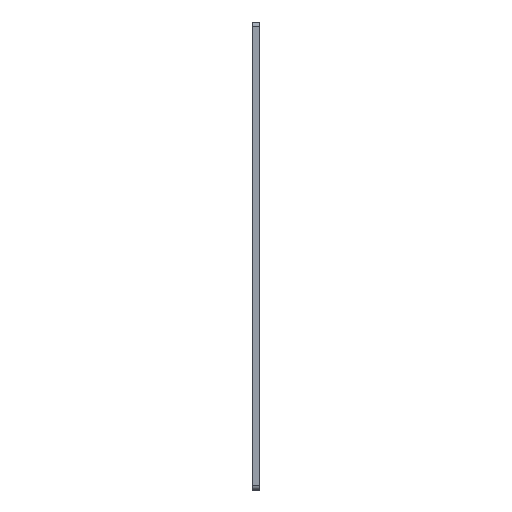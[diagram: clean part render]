
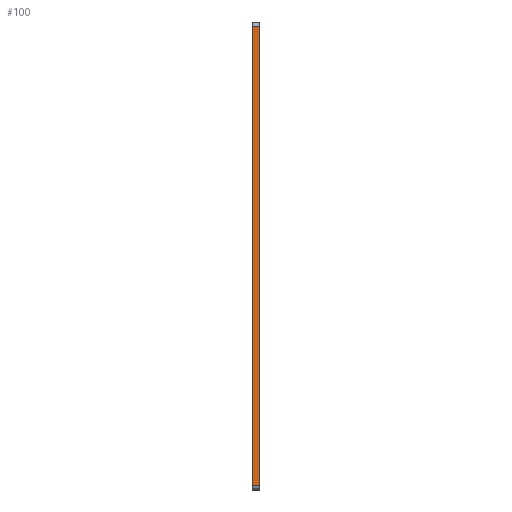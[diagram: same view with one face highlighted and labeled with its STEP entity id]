
A CAD part, left-side view. The second image highlights one B-rep face of the part: STEP entity #100.
In plain terms, the highlighted planar face has unit normal (-1, 0, 0).
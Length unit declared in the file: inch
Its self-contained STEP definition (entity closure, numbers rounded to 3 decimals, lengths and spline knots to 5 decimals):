
#7 = CARTESIAN_POINT ( 'NONE',  ( -8.9775, 0., 6.74 ) ) ;
#17 = PLANE ( 'NONE',  #1124 ) ;
#57 = VECTOR ( 'NONE', #1538, 39.37008 ) ;
#97 = CARTESIAN_POINT ( 'NONE',  ( -8.9775, 0., -6.615 ) ) ;
#100 = ADVANCED_FACE ( 'NONE', ( #1089 ), #17, .F. ) ;
#153 = DIRECTION ( 'NONE',  ( 0., 0., -1. ) ) ;
#194 = ORIENTED_EDGE ( 'NONE', *, *, #538, .T. ) ;
#285 = EDGE_LOOP ( 'NONE', ( #691, #194, #1012, #299 ) ) ;
#299 = ORIENTED_EDGE ( 'NONE', *, *, #942, .T. ) ;
#518 = EDGE_CURVE ( 'NONE', #809, #1696, #1070, .T. ) ;
#538 = EDGE_CURVE ( 'NONE', #1696, #1180, #1088, .T. ) ;
#691 = ORIENTED_EDGE ( 'NONE', *, *, #518, .T. ) ;
#692 = CARTESIAN_POINT ( 'NONE',  ( -8.9775, 0., 6.615 ) ) ;
#729 = CARTESIAN_POINT ( 'NONE',  ( -8.9775, 0.22, 6.615 ) ) ;
#789 = VECTOR ( 'NONE', #1744, 39.37008 ) ;
#809 = VERTEX_POINT ( 'NONE', #97 ) ;
#875 = DIRECTION ( 'NONE',  ( 0., 0., 1. ) ) ;
#942 = EDGE_CURVE ( 'NONE', #1390, #809, #1513, .T. ) ;
#1012 = ORIENTED_EDGE ( 'NONE', *, *, #1104, .F. ) ;
#1025 = VECTOR ( 'NONE', #875, 39.37008 ) ;
#1031 = LINE ( 'NONE', #1542, #1025 ) ;
#1070 = LINE ( 'NONE', #7, #789 ) ;
#1088 = LINE ( 'NONE', #1352, #57 ) ;
#1089 = FACE_OUTER_BOUND ( 'NONE', #285, .T. ) ;
#1098 = CARTESIAN_POINT ( 'NONE',  ( -8.9775, 0.22, -6.615 ) ) ;
#1100 = CARTESIAN_POINT ( 'NONE',  ( -8.9775, 0.22, -6.615 ) ) ;
#1104 = EDGE_CURVE ( 'NONE', #1390, #1180, #1031, .T. ) ;
#1124 = AXIS2_PLACEMENT_3D ( 'NONE', #1247, #1626, #153 ) ;
#1180 = VERTEX_POINT ( 'NONE', #729 ) ;
#1247 = CARTESIAN_POINT ( 'NONE',  ( -8.9775, 0.22, 6.74 ) ) ;
#1258 = DIRECTION ( 'NONE',  ( 0., -1., 0. ) ) ;
#1352 = CARTESIAN_POINT ( 'NONE',  ( -8.9775, 0.22, 6.615 ) ) ;
#1390 = VERTEX_POINT ( 'NONE', #1098 ) ;
#1473 = VECTOR ( 'NONE', #1258, 39.37008 ) ;
#1513 = LINE ( 'NONE', #1100, #1473 ) ;
#1538 = DIRECTION ( 'NONE',  ( 0., 1., 0. ) ) ;
#1542 = CARTESIAN_POINT ( 'NONE',  ( -8.9775, 0.22, 6.74 ) ) ;
#1626 = DIRECTION ( 'NONE',  ( 1., 0., 0. ) ) ;
#1696 = VERTEX_POINT ( 'NONE', #692 ) ;
#1744 = DIRECTION ( 'NONE',  ( 0., 0., 1. ) ) ;
